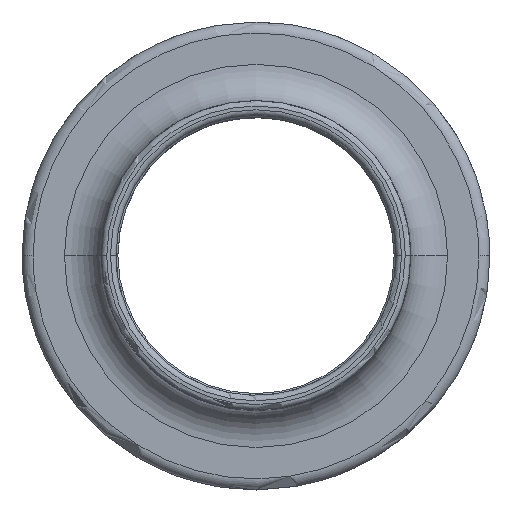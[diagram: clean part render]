
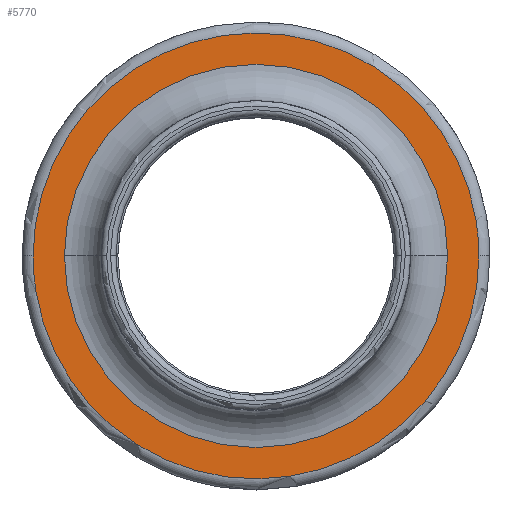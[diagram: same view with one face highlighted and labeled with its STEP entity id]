
A CAD part, top view. The second image highlights one B-rep face of the part: STEP entity #5770.
In plain terms, the highlighted planar face has unit normal (0, 0, 1).
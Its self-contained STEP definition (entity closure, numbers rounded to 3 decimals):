
#2426=AXIS2_PLACEMENT_3D('Circle Axis2P3D',#2424,#2425,$) ;
#4056=AXIS2_PLACEMENT_3D('Circle Axis2P3D',#4054,#4055,$) ;
#5704=AXIS2_PLACEMENT_3D('Plane Axis2P3D',#5701,#5702,#5703) ;
#2424=CARTESIAN_POINT('Axis2P3D Location',(6.35,6.35,13.5)) ;
#2428=CARTESIAN_POINT('Vertex',(11.55,6.35,13.5)) ;
#2430=CARTESIAN_POINT('Vertex',(1.15,6.35,13.5)) ;
#4054=CARTESIAN_POINT('Axis2P3D Location',(6.35,6.35,13.5)) ;
#5701=CARTESIAN_POINT('Axis2P3D Location',(6.35,0.3,13.5)) ;
#5707=CARTESIAN_POINT('Control Point',(12.4,6.35,13.5)) ;
#5708=CARTESIAN_POINT('Control Point',(12.4,5.748,13.5)) ;
#5709=CARTESIAN_POINT('Control Point',(12.325,5.145,13.5)) ;
#5710=CARTESIAN_POINT('Control Point',(12.175,4.555,13.5)) ;
#5711=CARTESIAN_POINT('Control Point',(11.731,3.425,13.5)) ;
#5712=CARTESIAN_POINT('Control Point',(11.024,2.438,13.5)) ;
#5713=CARTESIAN_POINT('Control Point',(10.61,1.991,13.5)) ;
#5714=CARTESIAN_POINT('Control Point',(9.681,1.21,13.5)) ;
#5715=CARTESIAN_POINT('Control Point',(8.588,0.68,13.5)) ;
#5716=CARTESIAN_POINT('Control Point',(8.011,0.485,13.5)) ;
#5717=CARTESIAN_POINT('Control Point',(6.821,0.243,13.5)) ;
#5718=CARTESIAN_POINT('Control Point',(5.608,0.3,13.5)) ;
#5719=CARTESIAN_POINT('Control Point',(5.008,0.404,13.5)) ;
#5720=CARTESIAN_POINT('Control Point',(3.847,0.76,13.5)) ;
#5721=CARTESIAN_POINT('Control Point',(2.809,1.389,13.5)) ;
#5722=CARTESIAN_POINT('Control Point',(2.332,1.767,13.5)) ;
#5723=CARTESIAN_POINT('Control Point',(1.481,2.634,13.5)) ;
#5724=CARTESIAN_POINT('Control Point',(0.869,3.683,13.5)) ;
#5725=CARTESIAN_POINT('Control Point',(0.631,4.243,13.5)) ;
#5726=CARTESIAN_POINT('Control Point',(0.413,5.007,13.5)) ;
#5727=CARTESIAN_POINT('Control Point',(0.322,5.791,13.5)) ;
#5728=CARTESIAN_POINT('Control Point',(0.307,5.977,13.5)) ;
#5729=CARTESIAN_POINT('Control Point',(0.3,6.164,13.5)) ;
#5730=CARTESIAN_POINT('Control Point',(0.3,6.35,13.5)) ;
#5731=CARTESIAN_POINT('Vertex',(12.4,6.35,13.5)) ;
#5733=CARTESIAN_POINT('Vertex',(0.3,6.35,13.5)) ;
#5737=CARTESIAN_POINT('Control Point',(0.3,6.35,13.5)) ;
#5738=CARTESIAN_POINT('Control Point',(0.3,6.952,13.5)) ;
#5739=CARTESIAN_POINT('Control Point',(0.375,7.555,13.5)) ;
#5740=CARTESIAN_POINT('Control Point',(0.525,8.145,13.5)) ;
#5741=CARTESIAN_POINT('Control Point',(0.969,9.275,13.5)) ;
#5742=CARTESIAN_POINT('Control Point',(1.676,10.262,13.5)) ;
#5743=CARTESIAN_POINT('Control Point',(2.09,10.709,13.5)) ;
#5744=CARTESIAN_POINT('Control Point',(3.019,11.49,13.5)) ;
#5745=CARTESIAN_POINT('Control Point',(4.112,12.02,13.5)) ;
#5746=CARTESIAN_POINT('Control Point',(4.689,12.215,13.5)) ;
#5747=CARTESIAN_POINT('Control Point',(5.879,12.457,13.5)) ;
#5748=CARTESIAN_POINT('Control Point',(7.092,12.4,13.5)) ;
#5749=CARTESIAN_POINT('Control Point',(7.692,12.296,13.5)) ;
#5750=CARTESIAN_POINT('Control Point',(8.853,11.94,13.5)) ;
#5751=CARTESIAN_POINT('Control Point',(9.891,11.311,13.5)) ;
#5752=CARTESIAN_POINT('Control Point',(10.368,10.933,13.5)) ;
#5753=CARTESIAN_POINT('Control Point',(11.219,10.066,13.5)) ;
#5754=CARTESIAN_POINT('Control Point',(11.831,9.017,13.5)) ;
#5755=CARTESIAN_POINT('Control Point',(12.069,8.457,13.5)) ;
#5756=CARTESIAN_POINT('Control Point',(12.287,7.693,13.5)) ;
#5757=CARTESIAN_POINT('Control Point',(12.378,6.909,13.5)) ;
#5758=CARTESIAN_POINT('Control Point',(12.393,6.723,13.5)) ;
#5759=CARTESIAN_POINT('Control Point',(12.4,6.536,13.5)) ;
#5760=CARTESIAN_POINT('Control Point',(12.4,6.35,13.5)) ;
#2425=DIRECTION('Axis2P3D Direction',(0.,0.,-1.)) ;
#4055=DIRECTION('Axis2P3D Direction',(0.,0.,-1.)) ;
#5702=DIRECTION('Axis2P3D Direction',(0.,-0.,1.)) ;
#5703=DIRECTION('Axis2P3D XDirection',(1.,0.,0.)) ;
#5763=ORIENTED_EDGE('',*,*,#5735,.F.) ;
#5764=ORIENTED_EDGE('',*,*,#5761,.F.) ;
#5767=ORIENTED_EDGE('',*,*,#4058,.T.) ;
#5768=ORIENTED_EDGE('',*,*,#2432,.T.) ;
#5769=FACE_BOUND('',#5766,.T.) ;
#5770=ADVANCED_FACE('Hauptk\X2\00F6\X0\rper',(#5765,#5769),#5705,.T.) ;
#5706=B_SPLINE_CURVE_WITH_KNOTS('',5,(#5707,#5708,#5709,#5710,#5711,#5712,#5713,#5714,#5715,#5716,#5717,#5718,#5719,#5720,#5721,#5722,#5723,#5724,#5725,#5726,#5727,#5728,#5729,#5730),.UNSPECIFIED.,.F.,.U.,(6,3,3,3,3,3,3,6),(0.,4.26,8.52,12.781,17.041,21.301,25.561,26.879),.UNSPECIFIED.) ;
#5736=B_SPLINE_CURVE_WITH_KNOTS('',5,(#5737,#5738,#5739,#5740,#5741,#5742,#5743,#5744,#5745,#5746,#5747,#5748,#5749,#5750,#5751,#5752,#5753,#5754,#5755,#5756,#5757,#5758,#5759,#5760),.UNSPECIFIED.,.F.,.U.,(6,3,3,3,3,3,3,6),(0.,4.26,8.52,12.781,17.041,21.301,25.561,26.879),.UNSPECIFIED.) ;
#2427=CIRCLE('generated circle',#2426,5.2) ;
#4057=CIRCLE('generated circle',#4056,5.2) ;
#2432=EDGE_CURVE('',#2429,#2431,#2427,.T.) ;
#4058=EDGE_CURVE('',#2431,#2429,#4057,.T.) ;
#5735=EDGE_CURVE('',#5732,#5734,#5706,.T.) ;
#5761=EDGE_CURVE('',#5734,#5732,#5736,.T.) ;
#5762=EDGE_LOOP('',(#5763,#5764)) ;
#5766=EDGE_LOOP('',(#5767,#5768)) ;
#5765=FACE_OUTER_BOUND('',#5762,.T.) ;
#5705=PLANE('',#5704) ;
#2429=VERTEX_POINT('',#2428) ;
#2431=VERTEX_POINT('',#2430) ;
#5732=VERTEX_POINT('',#5731) ;
#5734=VERTEX_POINT('',#5733) ;
